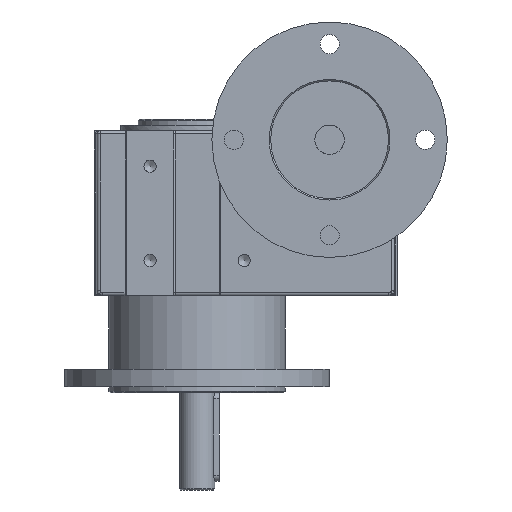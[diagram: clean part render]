
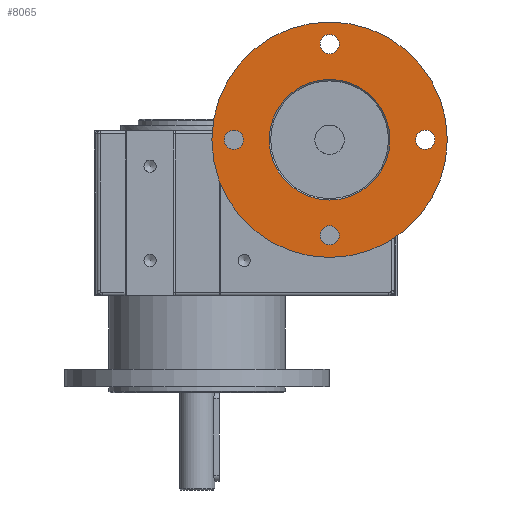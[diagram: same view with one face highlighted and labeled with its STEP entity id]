
A CAD part, left-side view. The second image highlights one B-rep face of the part: STEP entity #8065.
In plain terms, the highlighted planar face has unit normal (-1, 0, 0).
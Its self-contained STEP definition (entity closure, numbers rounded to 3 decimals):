
#7601=CARTESIAN_POINT('',(0.,40.0,0.0));
#7602=VERTEX_POINT('',#7601);
#7603=CARTESIAN_POINT('',(0.,0.0,0.0));
#7604=DIRECTION('',(1.0,0.0,0.0));
#7605=DIRECTION('',(0.0,1.0,0.0));
#7606=AXIS2_PLACEMENT_3D('',#7603,#7604,#7605);
#7607=CIRCLE('',#7606,40.0);
#7608=EDGE_CURVE('',#7602,#7602,#7607,.T.);
#7978=CARTESIAN_POINT('',(0.,20.5,0.));
#7979=VERTEX_POINT('',#7978);
#7980=CARTESIAN_POINT('',(0.,0.0,0.0));
#7981=DIRECTION('',(-1.0,0.0,0.0));
#7982=DIRECTION('',(0.0,-1.0,0.0));
#7983=AXIS2_PLACEMENT_3D('',#7980,#7981,#7982);
#7984=CIRCLE('',#7983,20.5);
#7985=EDGE_CURVE('',#7979,#7979,#7984,.T.);
#8010=CARTESIAN_POINT('',(0.,30.0,0.0));
#8011=DIRECTION('',(-1.0,0.0,0.0));
#8012=DIRECTION('',(0.0,0.0,1.0));
#8013=AXIS2_PLACEMENT_3D('',#8010,#8011,#8012);
#8014=PLANE('',#8013);
#8015=ORIENTED_EDGE('',*,*,#7608,.F.);
#8016=EDGE_LOOP('',(#8015));
#8017=FACE_OUTER_BOUND('',#8016,.T.);
#8018=CARTESIAN_POINT('',(0.0,-32.5,3.25));
#8019=VERTEX_POINT('',#8018);
#8020=CARTESIAN_POINT('',(0.0,-32.5,0.));
#8021=DIRECTION('',(1.0,0.0,0.0));
#8022=DIRECTION('',(0.0,0.0,-1.0));
#8023=AXIS2_PLACEMENT_3D('',#8020,#8021,#8022);
#8024=CIRCLE('',#8023,3.25);
#8025=EDGE_CURVE('',#8019,#8019,#8024,.T.);
#8026=ORIENTED_EDGE('',*,*,#8025,.T.);
#8027=EDGE_LOOP('',(#8026));
#8028=FACE_BOUND('',#8027,.T.);
#8029=CARTESIAN_POINT('',(0.0,0.,35.75));
#8030=VERTEX_POINT('',#8029);
#8031=CARTESIAN_POINT('',(0.0,0.,32.5));
#8032=DIRECTION('',(1.0,0.0,0.0));
#8033=DIRECTION('',(0.0,0.0,-1.0));
#8034=AXIS2_PLACEMENT_3D('',#8031,#8032,#8033);
#8035=CIRCLE('',#8034,3.25);
#8036=EDGE_CURVE('',#8030,#8030,#8035,.T.);
#8037=ORIENTED_EDGE('',*,*,#8036,.T.);
#8038=EDGE_LOOP('',(#8037));
#8039=FACE_BOUND('',#8038,.T.);
#8040=CARTESIAN_POINT('',(0.0,0.,-29.25));
#8041=VERTEX_POINT('',#8040);
#8042=CARTESIAN_POINT('',(0.0,0.,-32.5));
#8043=DIRECTION('',(1.0,0.0,0.0));
#8044=DIRECTION('',(0.0,0.0,-1.0));
#8045=AXIS2_PLACEMENT_3D('',#8042,#8043,#8044);
#8046=CIRCLE('',#8045,3.25);
#8047=EDGE_CURVE('',#8041,#8041,#8046,.T.);
#8048=ORIENTED_EDGE('',*,*,#8047,.T.);
#8049=EDGE_LOOP('',(#8048));
#8050=FACE_BOUND('',#8049,.T.);
#8051=CARTESIAN_POINT('',(0.0,32.5,3.25));
#8052=VERTEX_POINT('',#8051);
#8053=CARTESIAN_POINT('',(0.0,32.5,0.));
#8054=DIRECTION('',(1.0,0.0,0.0));
#8055=DIRECTION('',(0.0,0.0,-1.0));
#8056=AXIS2_PLACEMENT_3D('',#8053,#8054,#8055);
#8057=CIRCLE('',#8056,3.25);
#8058=EDGE_CURVE('',#8052,#8052,#8057,.T.);
#8059=ORIENTED_EDGE('',*,*,#8058,.T.);
#8060=EDGE_LOOP('',(#8059));
#8061=FACE_BOUND('',#8060,.T.);
#8062=ORIENTED_EDGE('',*,*,#7985,.F.);
#8063=EDGE_LOOP('',(#8062));
#8064=FACE_BOUND('',#8063,.T.);
#8065=ADVANCED_FACE('',(#8017,#8028,#8039,#8050,#8061,#8064),#8014,.T.);
